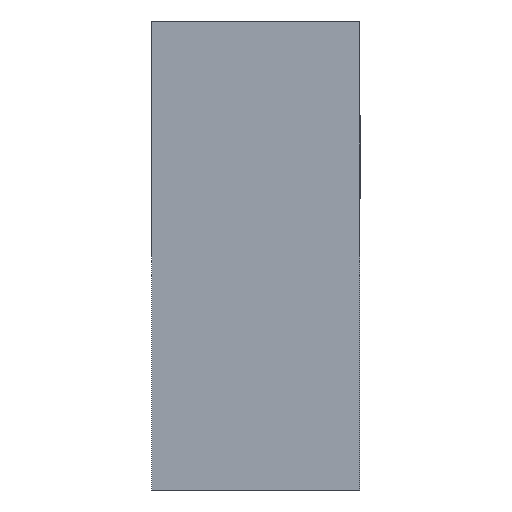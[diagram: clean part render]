
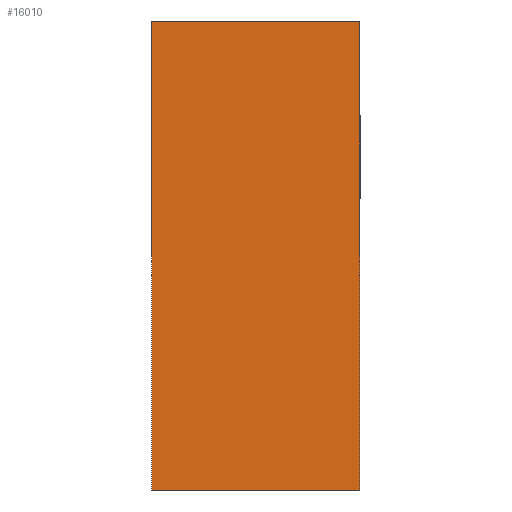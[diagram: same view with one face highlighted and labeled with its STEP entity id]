
A CAD part, left-side view. The second image highlights one B-rep face of the part: STEP entity #16010.
In plain terms, the highlighted planar face has unit normal (-1, 0, 0).
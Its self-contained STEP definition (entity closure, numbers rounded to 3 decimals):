
#1543=FACE_OUTER_BOUND('',#2493,.T.);
#2493=EDGE_LOOP('',(#12840,#12841,#12842,#12843));
#3877=LINE('',#25572,#5614);
#3946=LINE('',#25904,#5683);
#3951=LINE('',#25915,#5688);
#3955=LINE('',#25929,#5692);
#5614=VECTOR('',#18973,10.);
#5683=VECTOR('',#19200,10.);
#5688=VECTOR('',#19211,10.);
#5692=VECTOR('',#19229,10.);
#7211=VERTEX_POINT('',#25569);
#7212=VERTEX_POINT('',#25571);
#7275=VERTEX_POINT('',#25901);
#7276=VERTEX_POINT('',#25903);
#9097=EDGE_CURVE('',#7211,#7212,#3877,.T.);
#9206=EDGE_CURVE('',#7276,#7275,#3946,.T.);
#9212=EDGE_CURVE('',#7212,#7275,#3951,.T.);
#9219=EDGE_CURVE('',#7276,#7211,#3955,.T.);
#12840=ORIENTED_EDGE('',*,*,#9219,.F.);
#12841=ORIENTED_EDGE('',*,*,#9206,.T.);
#12842=ORIENTED_EDGE('',*,*,#9212,.F.);
#12843=ORIENTED_EDGE('',*,*,#9097,.F.);
#15302=PLANE('',#16862);
#16010=ADVANCED_FACE('',(#1543),#15302,.T.);
#16862=AXIS2_PLACEMENT_3D('',#25928,#19227,#19228);
#18973=DIRECTION('',(0.,0.,1.));
#19200=DIRECTION('',(0.,0.,1.));
#19211=DIRECTION('',(0.,-1.,0.));
#19227=DIRECTION('center_axis',(-1.,0.,0.));
#19228=DIRECTION('ref_axis',(0.,-1.,0.));
#19229=DIRECTION('',(0.,1.,0.));
#25569=CARTESIAN_POINT('',(-291.,10.,0.));
#25571=CARTESIAN_POINT('',(-291.,10.,45.));
#25572=CARTESIAN_POINT('',(-291.,10.,0.));
#25901=CARTESIAN_POINT('',(-291.,-10.,45.));
#25903=CARTESIAN_POINT('',(-291.,-10.,0.));
#25904=CARTESIAN_POINT('',(-291.,-10.,0.));
#25915=CARTESIAN_POINT('',(-291.,-10.,45.));
#25928=CARTESIAN_POINT('Origin',(-291.,10.,0.));
#25929=CARTESIAN_POINT('',(-291.,-10.,0.));
